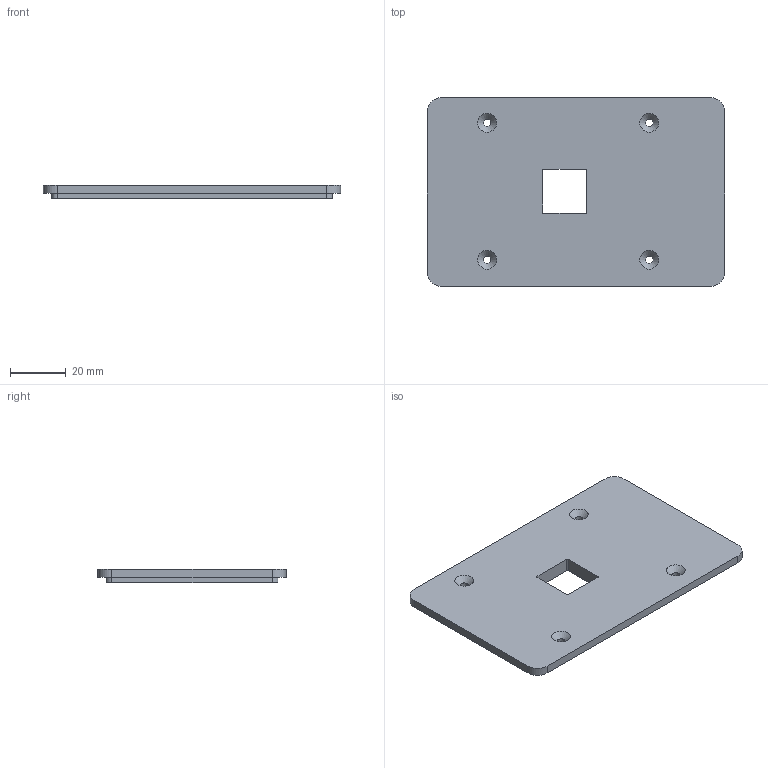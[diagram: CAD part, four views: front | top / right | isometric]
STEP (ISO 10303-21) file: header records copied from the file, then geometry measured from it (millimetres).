
FILE_DESCRIPTION(('FreeCAD Model'),'2;1');
FILE_NAME('Open CASCADE Shape Model','2024-07-03T18:49:04',(''),(''), 'Open CASCADE STEP processor 7.7','Ondsel','Unknown');
FILE_SCHEMA(('AUTOMOTIVE_DESIGN { 1 0 10303 214 1 1 1 1 }'));
Length unit declared in the file: millimetre
Products named in the file (1): case_top
Bounding box: 106.42 x 67.5 x 5 mm (x, y, z)
Volume: 32363 mm3; surface area: 15902.2 mm2
Topology: 1 solids, 1 shells, 43 faces, 104 edges, 68 vertices
Faces by surface type: cylinder 20, plane 19, cone 4
Full cylindrical faces by diameter (mm): 2.75 x4, 6.5 x4
Entity records: 1308 total; most frequent: DIRECTION 232, CARTESIAN_POINT 220, ORIENTED_EDGE 208, EDGE_CURVE 104, AXIS2_PLACEMENT_3D 88, VERTEX_POINT 68, FACE_BOUND 58, EDGE_LOOP 58
